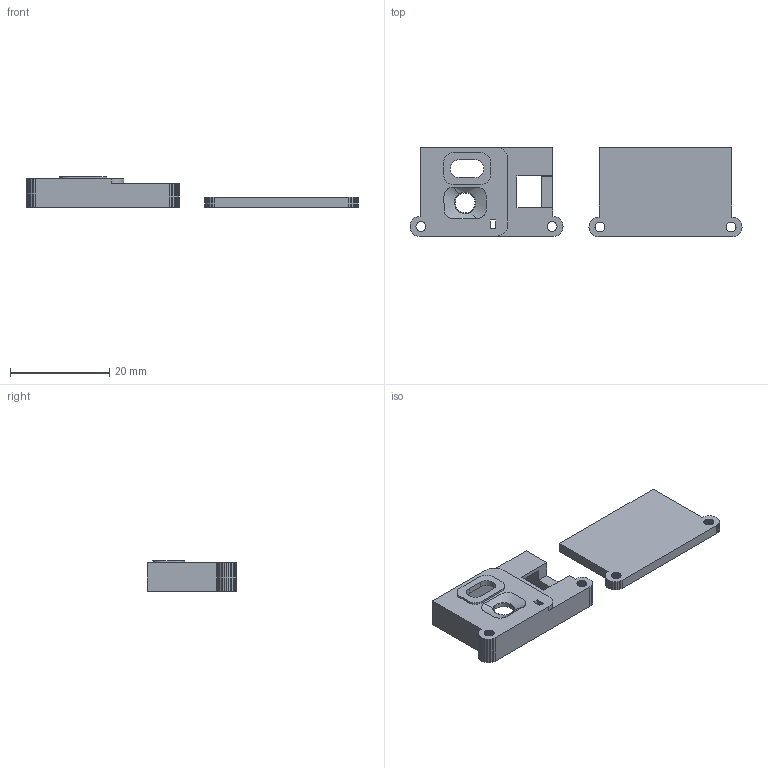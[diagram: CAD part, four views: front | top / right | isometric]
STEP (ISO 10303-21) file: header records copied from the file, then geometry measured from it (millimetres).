
FILE_DESCRIPTION(/* description */ ('STEP AP203'),/* implementation_level */ '2;1');
FILE_NAME(/* name */ 'MTF-02P-V1.2+casev2.step',/* time_stamp */ '2026-02-08T12:11:05-05:00',/* author */ (''),/* organization */ (''),/* preprocessor_version */ 'ST-DEVELOPER v20.1',/* originating_system */ 'Autodesk Translation Framework v14.24.0.0',/* authorisation */ '');
FILE_SCHEMA (('AUTOMOTIVE_DESIGN { 1 0 10303 214 3 1 1 }'));
Length unit declared in the file: millimetre
Products named in the file (1): MTF-02P-V1.2 case
Bounding box: 66.83 x 18.1 x 6.2 mm (x, y, z)
Volume: 1885.3 mm3; surface area: 3047.6 mm2
Topology: 2 solids, 2 shells, 387 faces, 1014 edges, 634 vertices
Faces by surface type: plane 367, cylinder 16, bspline 4
Full cylindrical faces by diameter (mm): 0.01 x1, 4 x1
Entity records: 14494 total; most frequent: CARTESIAN_POINT 4978, ORIENTED_EDGE 2028, DIRECTION 1812, EDGE_CURVE 1014, LINE 964, VECTOR 964, VERTEX_POINT 634, AXIS2_PLACEMENT_3D 424
